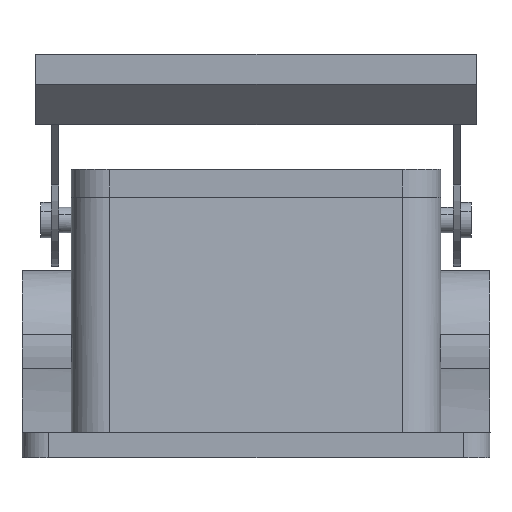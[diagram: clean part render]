
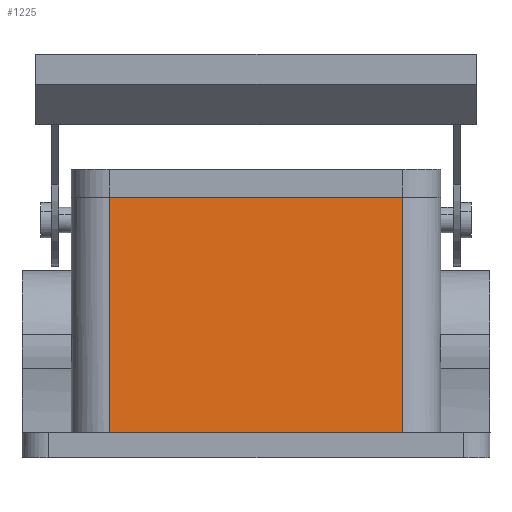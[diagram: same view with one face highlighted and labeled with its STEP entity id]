
A CAD part, left-side view. The second image highlights one B-rep face of the part: STEP entity #1225.
In plain terms, the highlighted planar face has unit normal (-0.999, 0, 0.044).
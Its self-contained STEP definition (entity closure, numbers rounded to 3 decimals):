
#1198=AXIS2_PLACEMENT_3D('Plane Axis2P3D',#1195,#1196,#1197) ;
#471=CARTESIAN_POINT('Line Origine',(18.5,46.25,51.5)) ;
#475=CARTESIAN_POINT('Vertex',(18.5,75.25,51.5)) ;
#477=CARTESIAN_POINT('Vertex',(18.5,17.25,51.5)) ;
#1195=CARTESIAN_POINT('Axis2P3D Location',(18.5,46.25,51.5)) ;
#1200=CARTESIAN_POINT('Line Origine',(17.485,17.25,28.25)) ;
#1204=CARTESIAN_POINT('Vertex',(16.47,17.25,5.)) ;
#1207=CARTESIAN_POINT('Line Origine',(17.485,75.25,28.25)) ;
#1211=CARTESIAN_POINT('Vertex',(16.47,75.25,5.)) ;
#1214=CARTESIAN_POINT('Line Origine',(16.47,46.25,5.)) ;
#472=DIRECTION('Vector Direction',(0.,1.,0.)) ;
#1196=DIRECTION('Axis2P3D Direction',(-0.999,0.,0.044)) ;
#1197=DIRECTION('Axis2P3D XDirection',(0.,1.,0.)) ;
#1201=DIRECTION('Vector Direction',(-0.044,0.,-0.999)) ;
#1208=DIRECTION('Vector Direction',(-0.044,0.,-0.999)) ;
#1215=DIRECTION('Vector Direction',(0.,1.,0.)) ;
#473=VECTOR('Line Direction',#472,1.) ;
#1202=VECTOR('Line Direction',#1201,1.) ;
#1209=VECTOR('Line Direction',#1208,1.) ;
#1216=VECTOR('Line Direction',#1215,1.) ;
#1220=ORIENTED_EDGE('',*,*,#1206,.F.) ;
#1221=ORIENTED_EDGE('',*,*,#479,.F.) ;
#1222=ORIENTED_EDGE('',*,*,#1213,.F.) ;
#1223=ORIENTED_EDGE('',*,*,#1218,.F.) ;
#1225=ADVANCED_FACE('Housing',(#1224),#1199,.T.) ;
#479=EDGE_CURVE('',#476,#478,#474,.F.) ;
#1206=EDGE_CURVE('',#478,#1205,#1203,.T.) ;
#1213=EDGE_CURVE('',#1212,#476,#1210,.F.) ;
#1218=EDGE_CURVE('',#1205,#1212,#1217,.T.) ;
#1219=EDGE_LOOP('',(#1220,#1221,#1222,#1223)) ;
#1224=FACE_OUTER_BOUND('',#1219,.T.) ;
#474=LINE('Line',#471,#473) ;
#1203=LINE('Line',#1200,#1202) ;
#1210=LINE('Line',#1207,#1209) ;
#1217=LINE('Line',#1214,#1216) ;
#1199=PLANE('',#1198) ;
#476=VERTEX_POINT('',#475) ;
#478=VERTEX_POINT('',#477) ;
#1205=VERTEX_POINT('',#1204) ;
#1212=VERTEX_POINT('',#1211) ;
